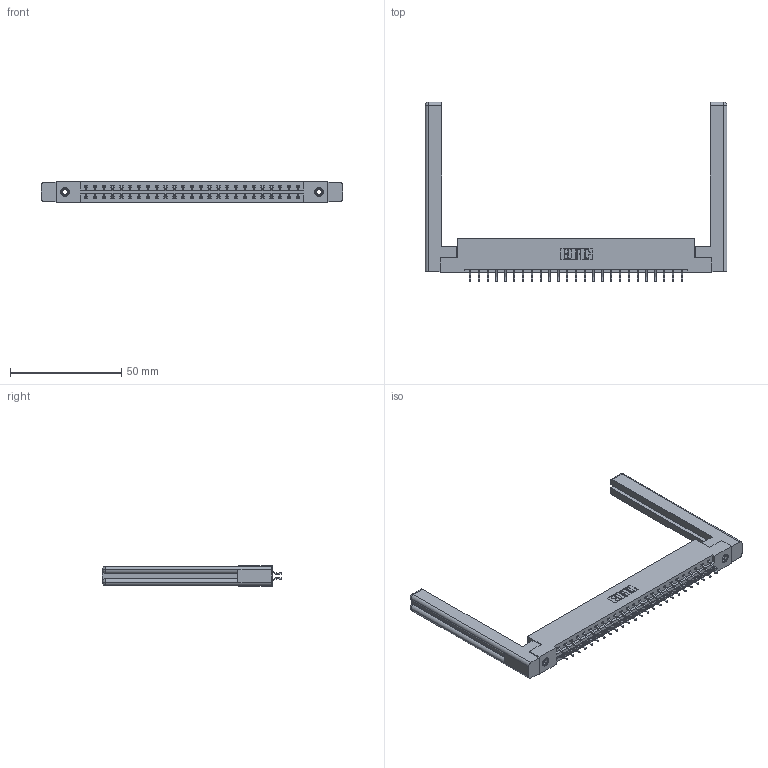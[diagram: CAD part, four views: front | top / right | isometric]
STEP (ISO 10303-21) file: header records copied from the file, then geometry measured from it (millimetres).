
FILE_DESCRIPTION (( 'STEP AP203' ), '1' );
FILE_NAME ('337-050-556-258.STEP', '2019-10-09T16:10:21', ( '' ), ( '' ), 'SwSTEP 2.0', 'SolidWorks 2016', '' );
FILE_SCHEMA (( 'CONFIG_CONTROL_DESIGN' ));
Length unit declared in the file: inch
Products named in the file (5): 345-250-001_345-250-001-102; 337-050-556-258; 337 Part_Flush Mounting Lugs - 0.156 Dia-TI; 307-220-058; 345-292-001_556 Tail
Assembly tree (55 placements, depth 2):
  337-050-556-258
    337 Part_Flush Mounting Lugs - 0.156 Dia-TI
    345-292-001_556 Tail  x50
    345-250-001_345-250-001-102  x2
    307-220-058  x2
Bounding box: 135.69 x 80.66 x 9.4 mm (x, y, z)
Volume: 21213.8 mm3; surface area: 20736.7 mm2
Topology: 55 solids, 55 shells, 3256 faces, 9615 edges, 6330 vertices
Faces by surface type: plane 2254, cylinder 978, cone 12, torus 12
Entity records: 24436 total; most frequent: CARTESIAN_POINT 4153, ORIENTED_EDGE 4016, DIRECTION 3568, EDGE_CURVE 2008, LINE 1824, VECTOR 1824, VERTEX_POINT 1330, AXIS2_PLACEMENT_3D 872
